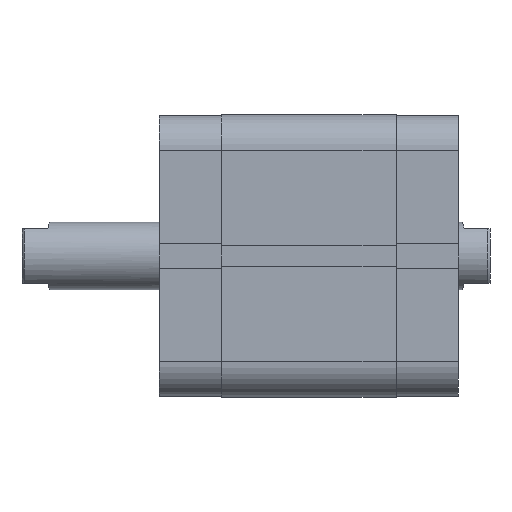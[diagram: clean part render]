
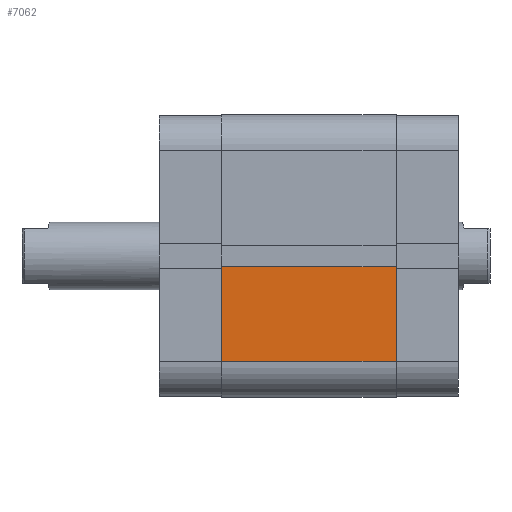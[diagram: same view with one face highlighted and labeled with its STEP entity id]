
A CAD part, front view. The second image highlights one B-rep face of the part: STEP entity #7062.
In plain terms, the highlighted planar face has unit normal (0, -1, 0).
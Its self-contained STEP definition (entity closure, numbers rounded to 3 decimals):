
#82 = EDGE_LOOP ( 'NONE', ( #1479, #1478, #1477, #1476 ) ) ;
#841 = VERTEX_POINT ( 'NONE', #2474 ) ;
#860 = VERTEX_POINT ( 'NONE', #2493 ) ;
#912 = VERTEX_POINT ( 'NONE', #2544 ) ;
#952 = VERTEX_POINT ( 'NONE', #2584 ) ;
#1476 = ORIENTED_EDGE ( 'NONE', *, *, #5852, .T. ) ;
#1477 = ORIENTED_EDGE ( 'NONE', *, *, #5899, .F. ) ;
#1478 = ORIENTED_EDGE ( 'NONE', *, *, #5846, .F. ) ;
#1479 = ORIENTED_EDGE ( 'NONE', *, *, #5933, .T. ) ;
#1716 = LINE ( 'NONE', #2741, #1736 ) ;
#1736 = VECTOR ( 'NONE', #2744, 1000. ) ;
#1739 = VECTOR ( 'NONE', #2759, 1000. ) ;
#1746 = LINE ( 'NONE', #2753, #1739 ) ;
#1790 = LINE ( 'NONE', #2834, #1800 ) ;
#1800 = VECTOR ( 'NONE', #2837, 1000. ) ;
#1865 = LINE ( 'NONE', #2907, #1866 ) ;
#1866 = VECTOR ( 'NONE', #2908, 1000. ) ;
#2474 = CARTESIAN_POINT ( 'NONE',  ( -25., -33.5, 0. ) ) ;
#2493 = CARTESIAN_POINT ( 'NONE',  ( -25., -33.5, 41.5 ) ) ;
#2544 = CARTESIAN_POINT ( 'NONE',  ( -2.6, -33.5, 0. ) ) ;
#2584 = CARTESIAN_POINT ( 'NONE',  ( -2.6, -33.5, 41.5 ) ) ;
#2741 = CARTESIAN_POINT ( 'NONE',  ( -2.6, -33.5, 41.5 ) ) ;
#2744 = DIRECTION ( 'NONE',  ( 0., 0., -1. ) ) ;
#2753 = CARTESIAN_POINT ( 'NONE',  ( -25., -33.5, 41.5 ) ) ;
#2759 = DIRECTION ( 'NONE',  ( 0., 0., -1. ) ) ;
#2834 = CARTESIAN_POINT ( 'NONE',  ( 0., -33.5, 41.5 ) ) ;
#2837 = DIRECTION ( 'NONE',  ( 1., 0., 0. ) ) ;
#2907 = CARTESIAN_POINT ( 'NONE',  ( 0., -33.5, 0. ) ) ;
#2908 = DIRECTION ( 'NONE',  ( 1., 0., 0. ) ) ;
#4223 = FACE_OUTER_BOUND ( 'NONE', #82, .T. ) ;
#5485 = PLANE ( 'NONE',  #6767 ) ;
#5488 = CARTESIAN_POINT ( 'NONE',  ( 0., -33.5, 41.5 ) ) ;
#5494 = DIRECTION ( 'NONE',  ( 0., 1., 0. ) ) ;
#5495 = DIRECTION ( 'NONE',  ( 0., 0., 1. ) ) ;
#5846 = EDGE_CURVE ( 'NONE', #952, #912, #1716, .T. ) ;
#5852 = EDGE_CURVE ( 'NONE', #860, #841, #1746, .T. ) ;
#5899 = EDGE_CURVE ( 'NONE', #860, #952, #1790, .T. ) ;
#5933 = EDGE_CURVE ( 'NONE', #841, #912, #1865, .T. ) ;
#6767 = AXIS2_PLACEMENT_3D ( 'NONE', #5488, #5494, #5495 ) ;
#7062 = ADVANCED_FACE ( 'NONE', ( #4223 ), #5485, .F. ) ;
